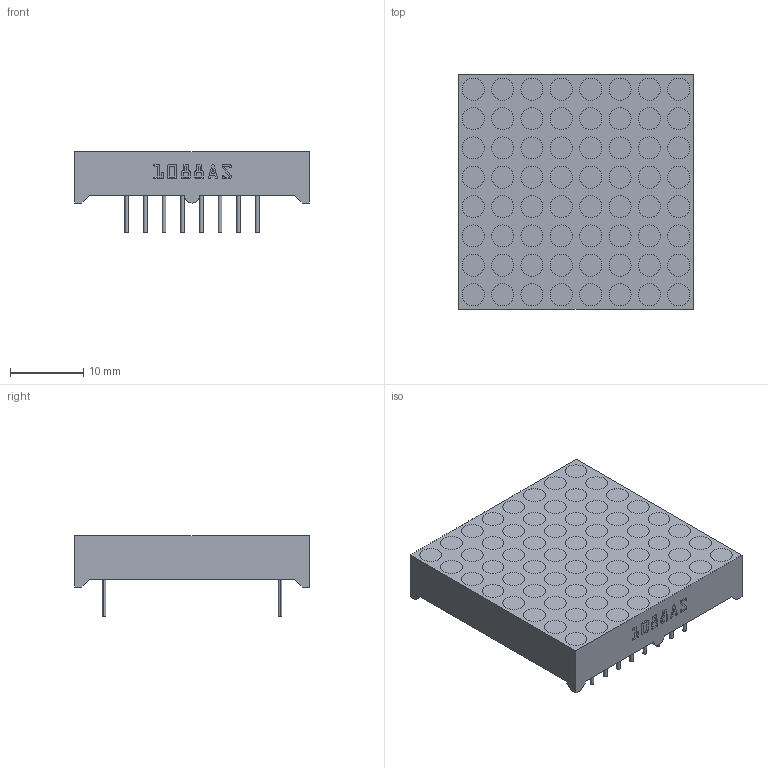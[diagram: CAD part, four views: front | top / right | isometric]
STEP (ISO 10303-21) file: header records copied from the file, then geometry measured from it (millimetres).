
FILE_DESCRIPTION (( 'STEP AP214' ), '1' );
FILE_NAME ('1088AS.STEP', '2021-03-28T09:01:36', ( '' ), ( '' ), 'SwSTEP 2.0', 'SolidWorks 2018', '' );
FILE_SCHEMA (( 'AUTOMOTIVE_DESIGN' ));
Length unit declared in the file: millimetre
Products named in the file (1): 1088AS
Bounding box: 32 x 32 x 11 mm (x, y, z)
Volume: 5704.9 mm3; surface area: 3003.6 mm2
Topology: 1 solids, 1 shells, 407 faces, 917 edges, 604 vertices
Faces by surface type: plane 183, cylinder 172, bspline 52
Entity records: 17108 total; most frequent: CARTESIAN_POINT 3513, DIRECTION 1847, ORIENTED_EDGE 1834, EDGE_CURVE 917, AXIS2_PLACEMENT_3D 686, VERTEX_POINT 604, EDGE_LOOP 499, LINE 475
